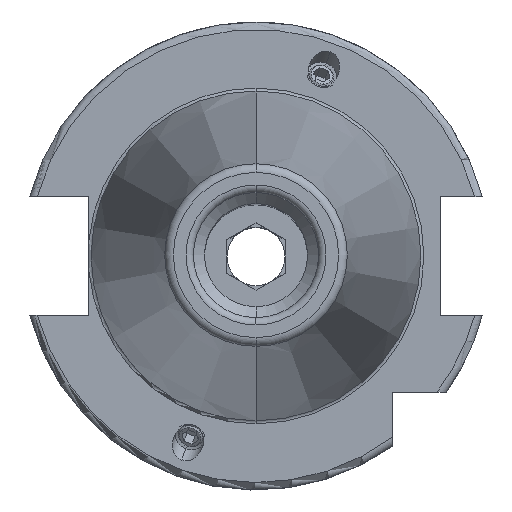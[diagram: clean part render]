
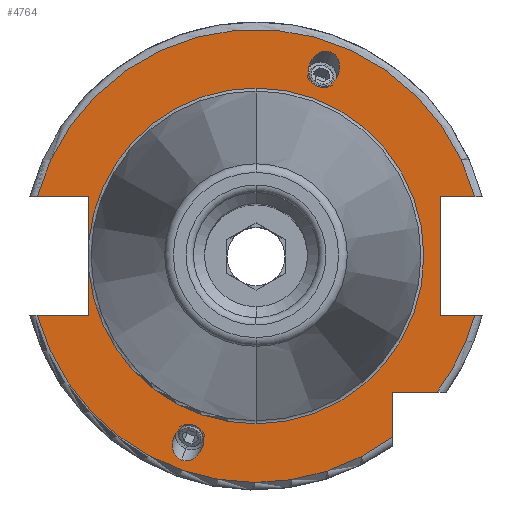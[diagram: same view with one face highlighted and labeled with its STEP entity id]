
A CAD part, top view. The second image highlights one B-rep face of the part: STEP entity #4764.
In plain terms, the highlighted planar face has unit normal (0, 0, 1).
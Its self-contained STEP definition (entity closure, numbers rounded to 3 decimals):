
#1652=CARTESIAN_POINT('',(0,0,15.9));
#1653=DIRECTION('',(0,0,1));
#1654=DIRECTION('',(0.965,0.262,0));
#1655=AXIS2_PLACEMENT_3D('',#1652,#1653,#1654);
#1703=CARTESIAN_POINT('',(0,0,15.9));
#1704=DIRECTION('',(0,0,1));
#1705=DIRECTION('',(-0.965,-0.262,0));
#1706=AXIS2_PLACEMENT_3D('',#1703,#1704,#1705);
#1719=DIRECTION('',(1,0,0));
#1720=VECTOR('',#1719,7.004);
#1721=CARTESIAN_POINT('',(-29.704,-8.05,15.9));
#1722=LINE('',#1721,#1720);
#1723=DIRECTION('',(0,1,0));
#1724=VECTOR('',#1723,5.917);
#1725=CARTESIAN_POINT('',(-22.7,-8.05,15.9));
#1726=LINE('',#1725,#1724);
#1727=DIRECTION('',(0,1,0));
#1728=VECTOR('',#1727,5.917);
#1729=CARTESIAN_POINT('',(-22.7,2.133,15.9));
#1730=LINE('',#1729,#1728);
#1731=DIRECTION('',(1,0,0));
#1732=VECTOR('',#1731,7.004);
#1733=CARTESIAN_POINT('',(-29.704,8.05,15.9));
#1734=LINE('',#1733,#1732);
#1735=DIRECTION('',(-1,0,0));
#1736=VECTOR('',#1735,4.704);
#1737=CARTESIAN_POINT('',(29.704,8.05,15.9));
#1738=LINE('',#1737,#1736);
#1739=DIRECTION('',(0,-1,0));
#1740=VECTOR('',#1739,16.1);
#1741=CARTESIAN_POINT('',(25,8.05,15.9));
#1742=LINE('',#1741,#1740);
#1743=DIRECTION('',(-1,0,0));
#1744=VECTOR('',#1743,4.704);
#1745=CARTESIAN_POINT('',(29.704,-8.05,15.9));
#1746=LINE('',#1745,#1744);
#1747=CARTESIAN_POINT('',(0,0,15.9));
#1748=DIRECTION('',(0,0,1));
#1749=DIRECTION('',(0.799,-0.601,0));
#1750=AXIS2_PLACEMENT_3D('',#1747,#1748,#1749);
#1752=DIRECTION('',(-1,0,0));
#1753=VECTOR('',#1752,6.094);
#1754=CARTESIAN_POINT('',(24.594,-18.5,15.9));
#1755=LINE('',#1754,#1753);
#1756=DIRECTION('',(0,1,0));
#1757=VECTOR('',#1756,6.094);
#1758=CARTESIAN_POINT('',(18.5,-24.594,15.9));
#1759=LINE('',#1758,#1757);
#1760=CARTESIAN_POINT('',(10.09,27.723,15.9));
#1761=CARTESIAN_POINT('',(9.863,27.806,15.9));
#1762=CARTESIAN_POINT('',(9.337,27.884,15.9));
#1763=CARTESIAN_POINT('',(8.455,27.594,15.9));
#1764=CARTESIAN_POINT('',(7.834,27.033,15.9));
#1765=CARTESIAN_POINT('',(7.483,26.49,15.9));
#1766=CARTESIAN_POINT('',(7.298,26.077,15.9));
#1767=CARTESIAN_POINT('',(7.174,25.641,15.9));
#1768=CARTESIAN_POINT('',(7.094,25.,15.9));
#1769=CARTESIAN_POINT('',(7.208,24.17,15.9));
#1770=CARTESIAN_POINT('',(7.698,23.381,15.9));
#1771=CARTESIAN_POINT('',(8.152,23.103,15.9));
#1772=CARTESIAN_POINT('',(8.379,23.02,15.9));
#1774=CARTESIAN_POINT('',(8.379,23.02,15.9));
#1775=CARTESIAN_POINT('',(8.606,22.937,15.9));
#1776=CARTESIAN_POINT('',(9.133,22.859,15.9));
#1777=CARTESIAN_POINT('',(10.014,23.149,15.9));
#1778=CARTESIAN_POINT('',(10.635,23.711,15.9));
#1779=CARTESIAN_POINT('',(10.986,24.253,15.9));
#1780=CARTESIAN_POINT('',(11.171,24.667,15.9));
#1781=CARTESIAN_POINT('',(11.295,25.103,15.9));
#1782=CARTESIAN_POINT('',(11.375,25.744,15.9));
#1783=CARTESIAN_POINT('',(11.261,26.573,15.9));
#1784=CARTESIAN_POINT('',(10.771,27.362,15.9));
#1785=CARTESIAN_POINT('',(10.318,27.641,15.9));
#1786=CARTESIAN_POINT('',(10.09,27.723,15.9));
#1788=CARTESIAN_POINT('',(-10.09,-27.723,15.9));
#1789=CARTESIAN_POINT('',(-10.318,-27.641,15.9));
#1790=CARTESIAN_POINT('',(-10.771,-27.362,15.9));
#1791=CARTESIAN_POINT('',(-11.261,-26.573,15.9));
#1792=CARTESIAN_POINT('',(-11.375,-25.744,15.9));
#1793=CARTESIAN_POINT('',(-11.295,-25.103,15.9));
#1794=CARTESIAN_POINT('',(-11.171,-24.667,15.9));
#1795=CARTESIAN_POINT('',(-10.986,-24.253,15.9));
#1796=CARTESIAN_POINT('',(-10.635,-23.711,15.9));
#1797=CARTESIAN_POINT('',(-10.014,-23.149,15.9));
#1798=CARTESIAN_POINT('',(-9.133,-22.859,15.9));
#1799=CARTESIAN_POINT('',(-8.606,-22.937,15.9));
#1800=CARTESIAN_POINT('',(-8.379,-23.02,15.9));
#1802=CARTESIAN_POINT('',(-8.379,-23.02,15.9));
#1803=CARTESIAN_POINT('',(-8.152,-23.103,15.9));
#1804=CARTESIAN_POINT('',(-7.698,-23.381,15.9));
#1805=CARTESIAN_POINT('',(-7.208,-24.17,15.9));
#1806=CARTESIAN_POINT('',(-7.094,-25.,15.9));
#1807=CARTESIAN_POINT('',(-7.174,-25.641,15.9));
#1808=CARTESIAN_POINT('',(-7.298,-26.077,15.9));
#1809=CARTESIAN_POINT('',(-7.483,-26.49,15.9));
#1810=CARTESIAN_POINT('',(-7.834,-27.033,15.9));
#1811=CARTESIAN_POINT('',(-8.455,-27.594,15.9));
#1812=CARTESIAN_POINT('',(-9.337,-27.884,15.9));
#1813=CARTESIAN_POINT('',(-9.863,-27.806,15.9));
#1814=CARTESIAN_POINT('',(-10.09,-27.723,15.9));
#1830=CARTESIAN_POINT('',(0,0,15.9));
#1831=DIRECTION('',(0,0,1));
#1832=DIRECTION('',(0,1,0));
#1833=AXIS2_PLACEMENT_3D('',#1830,#1831,#1832);
#1845=CARTESIAN_POINT('',(0,0,15.9));
#1846=DIRECTION('',(0,0,1));
#1847=DIRECTION('',(-0.996,-0.094,0));
#1848=AXIS2_PLACEMENT_3D('',#1845,#1846,#1847);
#1850=CARTESIAN_POINT('',(0,0,15.9));
#1851=DIRECTION('',(0,0,-1));
#1852=DIRECTION('',(0,1,0));
#1853=AXIS2_PLACEMENT_3D('',#1850,#1851,#1852);
#2735=CARTESIAN_POINT('',(0,22.8,15.9));
#2737=VERTEX_POINT('',#2735);
#2757=CARTESIAN_POINT('',(0,-22.8,15.9));
#2759=VERTEX_POINT('',#2757);
#2905=CARTESIAN_POINT('',(-29.704,-8.05,15.9));
#2906=CARTESIAN_POINT('',(-22.7,-8.05,15.9));
#2907=VERTEX_POINT('',#2905);
#2908=VERTEX_POINT('',#2906);
#2909=CARTESIAN_POINT('',(-22.7,-2.133,15.9));
#2910=VERTEX_POINT('',#2909);
#2911=CARTESIAN_POINT('',(-22.7,2.133,15.9));
#2912=CARTESIAN_POINT('',(-22.7,8.05,15.9));
#2913=VERTEX_POINT('',#2911);
#2914=VERTEX_POINT('',#2912);
#2915=CARTESIAN_POINT('',(-29.704,8.05,15.9));
#2916=VERTEX_POINT('',#2915);
#2917=CARTESIAN_POINT('',(25,8.05,15.9));
#2918=CARTESIAN_POINT('',(25,-8.05,15.9));
#2919=VERTEX_POINT('',#2917);
#2920=VERTEX_POINT('',#2918);
#2921=CARTESIAN_POINT('',(29.704,-8.05,15.9));
#2922=VERTEX_POINT('',#2921);
#2923=CARTESIAN_POINT('',(29.704,8.05,15.9));
#2924=VERTEX_POINT('',#2923);
#2925=CARTESIAN_POINT('',(18.5,-24.594,15.9));
#2926=CARTESIAN_POINT('',(18.5,-18.5,15.9));
#2927=VERTEX_POINT('',#2925);
#2928=VERTEX_POINT('',#2926);
#2929=CARTESIAN_POINT('',(24.594,-18.5,15.9));
#2930=VERTEX_POINT('',#2929);
#3025=VERTEX_POINT('',#1760);
#3026=VERTEX_POINT('',#1772);
#3086=CARTESIAN_POINT('',(-10.09,-27.723,15.9));
#3088=VERTEX_POINT('',#3086);
#3091=CARTESIAN_POINT('',(-8.379,-23.02,15.9));
#3092=VERTEX_POINT('',#3091);
#4722=CARTESIAN_POINT('',(0,0,15.9));
#4723=DIRECTION('',(0,0,-1));
#4724=DIRECTION('',(0,-1,0));
#4725=AXIS2_PLACEMENT_3D('',#4722,#4723,#4724);
#4726=PLANE('',#4725);
#4728=ORIENTED_EDGE('',*,*,#4727,.T.);
#4730=ORIENTED_EDGE('',*,*,#4729,.T.);
#4732=ORIENTED_EDGE('',*,*,#4731,.T.);
#4734=ORIENTED_EDGE('',*,*,#4733,.F.);
#4736=ORIENTED_EDGE('',*,*,#4735,.T.);
#4738=ORIENTED_EDGE('',*,*,#4737,.T.);
#4739=ORIENTED_EDGE('',*,*,#4239,.F.);
#4740=ORIENTED_EDGE('',*,*,#4699,.F.);
#4742=ORIENTED_EDGE('',*,*,#4741,.T.);
#4744=ORIENTED_EDGE('',*,*,#4743,.T.);
#4745=ORIENTED_EDGE('',*,*,#4059,.F.);
#4746=ORIENTED_EDGE('',*,*,#4689,.F.);
#4747=ORIENTED_EDGE('',*,*,#4118,.T.);
#4748=ORIENTED_EDGE('',*,*,#4169,.F.);
#4749=ORIENTED_EDGE('',*,*,#4716,.F.);
#4750=EDGE_LOOP('',(#4728,#4730,#4732,#4734,#4736,#4738,#4739,#4740,#4742,#4744,
#4745,#4746,#4747,#4748,#4749));
#4751=FACE_OUTER_BOUND('',#4750,.F.);
#4753=ORIENTED_EDGE('',*,*,#4752,.T.);
#4755=ORIENTED_EDGE('',*,*,#4754,.T.);
#4756=EDGE_LOOP('',(#4753,#4755));
#4757=FACE_BOUND('',#4756,.F.);
#4759=ORIENTED_EDGE('',*,*,#4758,.F.);
#4761=ORIENTED_EDGE('',*,*,#4760,.F.);
#4762=EDGE_LOOP('',(#4759,#4761));
#4763=FACE_BOUND('',#4762,.F.);
#4764=ADVANCED_FACE('',(#4751,#4757,#4763),#4726,.F.);
#1656=CIRCLE('',#1655,30.775);
#1707=CIRCLE('',#1706,30.775);
#1751=CIRCLE('',#1750,30.775);
#1773=B_SPLINE_CURVE_WITH_KNOTS('',3,(#1760,#1761,#1762,#1763,#1764,#1765,#1766,
#1767,#1768,#1769,#1770,#1771,#1772),.UNSPECIFIED.,.F.,.F.,(4,1,1,1,1,1,1,1,1,1,
4),(0,0.125,0.25,0.375,0.438,0.5,0.563,0.625,0.75,0.875,
1.0),.UNSPECIFIED.);
#1787=B_SPLINE_CURVE_WITH_KNOTS('',3,(#1774,#1775,#1776,#1777,#1778,#1779,#1780,
#1781,#1782,#1783,#1784,#1785,#1786),.UNSPECIFIED.,.F.,.F.,(4,1,1,1,1,1,1,1,1,1,
4),(0,0.125,0.25,0.375,0.438,0.5,0.563,0.625,0.75,0.875,
1.0),.UNSPECIFIED.);
#1801=B_SPLINE_CURVE_WITH_KNOTS('',3,(#1788,#1789,#1790,#1791,#1792,#1793,#1794,
#1795,#1796,#1797,#1798,#1799,#1800),.UNSPECIFIED.,.F.,.F.,(4,1,1,1,1,1,1,1,1,1,
4),(0,0.125,0.25,0.375,0.438,0.5,0.563,0.625,0.75,0.875,
1.0),.UNSPECIFIED.);
#1815=B_SPLINE_CURVE_WITH_KNOTS('',3,(#1802,#1803,#1804,#1805,#1806,#1807,#1808,
#1809,#1810,#1811,#1812,#1813,#1814),.UNSPECIFIED.,.F.,.F.,(4,1,1,1,1,1,1,1,1,1,
4),(0,0.125,0.25,0.375,0.438,0.5,0.563,0.625,0.75,0.875,
1.0),.UNSPECIFIED.);
#1834=CIRCLE('',#1833,22.8);
#1849=CIRCLE('',#1848,22.8);
#1854=CIRCLE('',#1853,22.8);
#4059=EDGE_CURVE('',#2922,#2920,#1746,.T.);
#4118=EDGE_CURVE('',#2930,#2928,#1755,.T.);
#4169=EDGE_CURVE('',#2927,#2928,#1759,.T.);
#4239=EDGE_CURVE('',#2916,#2914,#1734,.T.);
#4689=EDGE_CURVE('',#2930,#2922,#1751,.T.);
#4699=EDGE_CURVE('',#2924,#2916,#1656,.T.);
#4716=EDGE_CURVE('',#2907,#2927,#1707,.T.);
#4727=EDGE_CURVE('',#2907,#2908,#1722,.T.);
#4729=EDGE_CURVE('',#2908,#2910,#1726,.T.);
#4731=EDGE_CURVE('',#2910,#2759,#1849,.T.);
#4733=EDGE_CURVE('',#2737,#2759,#1854,.T.);
#4735=EDGE_CURVE('',#2737,#2913,#1834,.T.);
#4737=EDGE_CURVE('',#2913,#2914,#1730,.T.);
#4741=EDGE_CURVE('',#2924,#2919,#1738,.T.);
#4743=EDGE_CURVE('',#2919,#2920,#1742,.T.);
#4752=EDGE_CURVE('',#3025,#3026,#1773,.T.);
#4754=EDGE_CURVE('',#3026,#3025,#1787,.T.);
#4758=EDGE_CURVE('',#3088,#3092,#1801,.T.);
#4760=EDGE_CURVE('',#3092,#3088,#1815,.T.);
